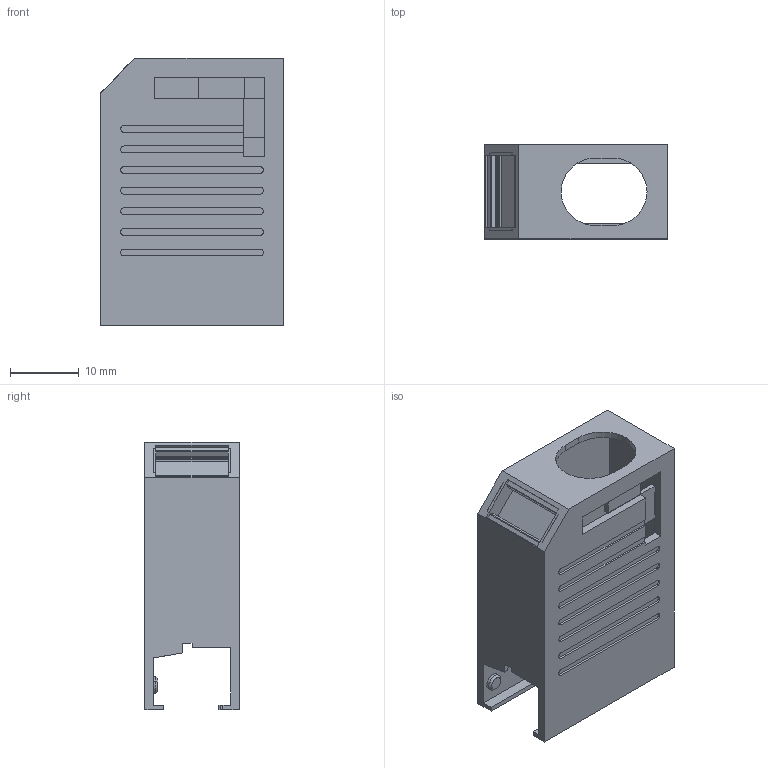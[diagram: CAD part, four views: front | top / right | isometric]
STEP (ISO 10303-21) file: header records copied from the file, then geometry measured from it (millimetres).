
FILE_DESCRIPTION(('CATIA V5 STEP Exchange','CAx-IF Rec.Pracs.--- Model Styling and Organization---1.2---2011-12-15'),'2;1');
FILE_NAME ('D1446397_0_1005320000_1005320000.stp','2018-09-18T16:06:49+00:00',('none'),('Weidmueller'),'CATIA Version 5-6 Release 2014','CATIA V5 STEP AP214','none');
FILE_SCHEMA(('AUTOMOTIVE_DESIGN { 1 0 10303 214 1 1 1 1 }'));
Length unit declared in the file: millimetre
Products named in the file (1): 1005320000
Bounding box: 26.67 x 13.7 x 39 mm (x, y, z)
Volume: 2981.6 mm3; surface area: 6476.9 mm2
Topology: 1 solids, 1 shells, 205 faces, 560 edges, 366 vertices
Faces by surface type: plane 165, cylinder 36, cone 4
Entity records: 6113 total; most frequent: ORIENTED_EDGE 1120, CARTESIAN_POINT 1081, DIRECTION 868, EDGE_CURVE 560, VECTOR 484, LINE 484, VERTEX_POINT 366, AXIS2_PLACEMENT_3D 231
